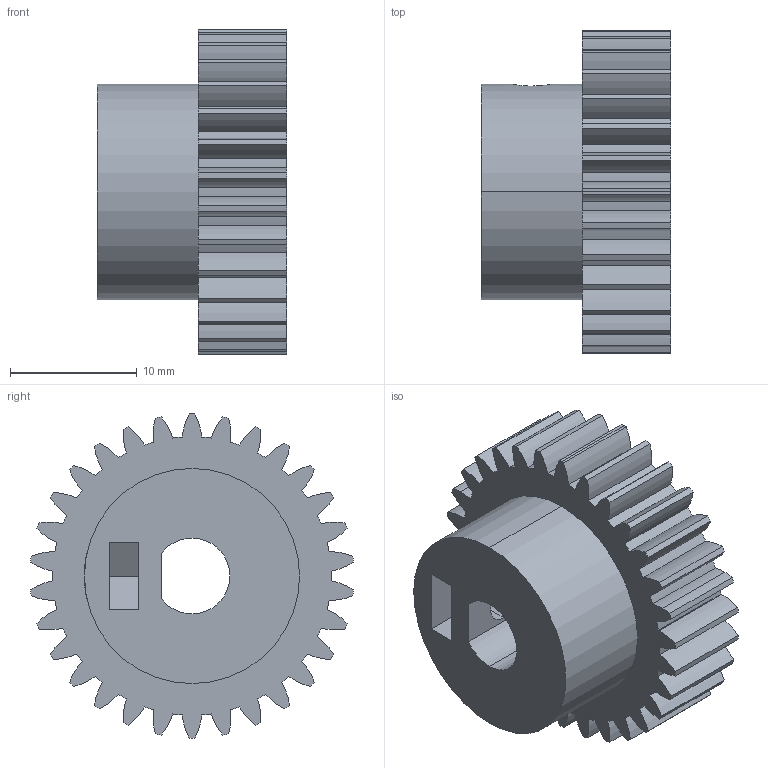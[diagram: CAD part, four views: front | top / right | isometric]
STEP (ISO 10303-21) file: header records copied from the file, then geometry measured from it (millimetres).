
FILE_DESCRIPTION (( 'STEP AP203' ), '1' );
FILE_NAME ('gear_ver2.STEP', '2025-08-21T20:11:32', ( '' ), ( '' ), 'SwSTEP 2.0', 'SolidWorks 2025', '' );
FILE_SCHEMA (( 'CONFIG_CONTROL_DESIGN' ));
Length unit declared in the file: millimetre
Products named in the file (2): spur gear_am_Metric - Spur gear 0.8M 30T 20PA 7FW ---S30O17H15L1N; gear_ver2
Assembly tree (1 placements, depth 2):
  gear_ver2
    spur gear_am_Metric - Spur gear 0.8M 30T 20PA 7FW ---S30O17H15L1N
Bounding box: 15 x 25.5 x 25.6 mm (x, y, z)
Volume: 4404.9 mm3; surface area: 2698.3 mm2
Topology: 1 solids, 1 shells, 148 faces, 432 edges, 288 vertices
Faces by surface type: cylinder 134, plane 14
Entity records: 5316 total; most frequent: DIRECTION 1000, CARTESIAN_POINT 922, ORIENTED_EDGE 864, EDGE_CURVE 432, AXIS2_PLACEMENT_3D 418, VERTEX_POINT 288, CIRCLE 266, VECTOR 164
